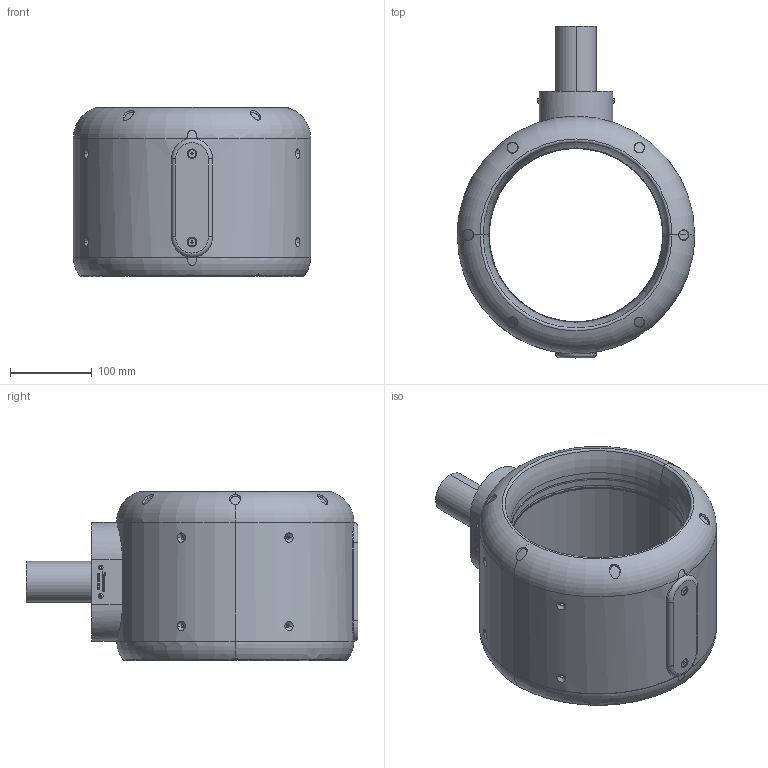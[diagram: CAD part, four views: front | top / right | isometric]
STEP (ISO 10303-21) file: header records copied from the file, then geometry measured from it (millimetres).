
FILE_DESCRIPTION (( 'STEP AP214' ), '1' );
FILE_NAME ('P-212-530-rev-E.STEP', '2024-02-12T09:56:18', ( '' ), ( '' ), 'SwSTEP 2.0', 'SolidWorks 2023', '' );
FILE_SCHEMA (( 'AUTOMOTIVE_DESIGN' ));
Length unit declared in the file: millimetre
Products named in the file (1): P-212-530-rev-E
Bounding box: 290 x 405.45 x 206.5 mm (x, y, z)
Volume: 6300588.7 mm3; surface area: 389658.4 mm2
Topology: 1 solids, 5 shells, 801 faces, 2016 edges, 1284 vertices
Faces by surface type: plane 327, bspline 224, cylinder 108, cone 73, torus 65, sphere 4
Entity records: 37060 total; most frequent: CARTESIAN_POINT 19580, ORIENTED_EDGE 3988, DIRECTION 2855, EDGE_CURVE 1994, VERTEX_POINT 1282, VECTOR 1089, LINE 1089, EDGE_LOOP 886
